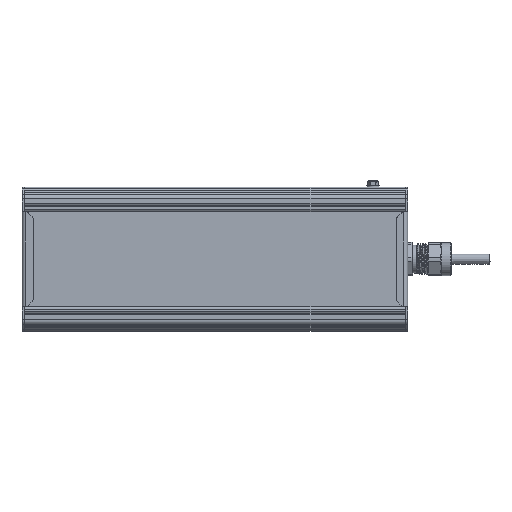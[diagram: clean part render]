
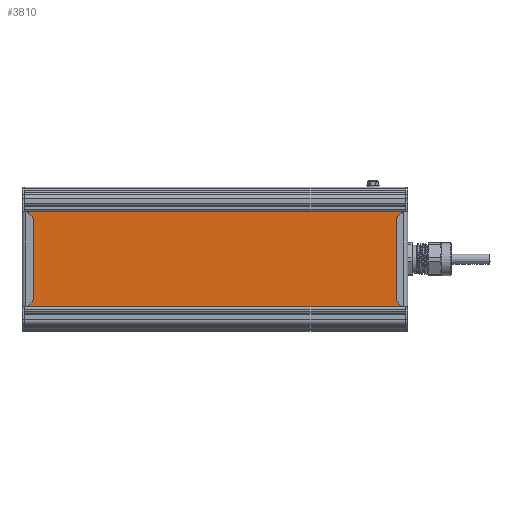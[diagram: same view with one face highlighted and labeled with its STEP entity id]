
A CAD part, front view. The second image highlights one B-rep face of the part: STEP entity #3810.
In plain terms, the highlighted face is planar.
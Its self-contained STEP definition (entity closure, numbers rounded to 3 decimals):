
#3810=ADVANCED_FACE('',(#10414),#10416,.T.);
#10414=FACE_BOUND('',#10415,.T.);
#10415=EDGE_LOOP('',(#35815,#35816,#35817,#35818));
#10416=PLANE('',#10417);
#10417=AXIS2_PLACEMENT_3D('',#10418,#10419,#10420);
#10418=CARTESIAN_POINT('',(120.465,593.492,117.308));
#10419=DIRECTION('',(0.,0.,-1.));
#10420=DIRECTION('',(0.,1.,0.));
#35815=ORIENTED_EDGE('',*,*,#41696,.T.);
#35816=ORIENTED_EDGE('',*,*,#41695,.T.);
#35817=ORIENTED_EDGE('',*,*,#41697,.F.);
#35818=ORIENTED_EDGE('',*,*,#41698,.F.);
#41695=EDGE_CURVE('',#45702,#45707,#45709,.T.);
#41696=EDGE_CURVE('',#45710,#45702,#45711,.T.);
#41697=EDGE_CURVE('',#45712,#45707,#45713,.T.);
#41698=EDGE_CURVE('',#45710,#45712,#45714,.T.);
#45702=VERTEX_POINT('',#57229);
#45707=VERTEX_POINT('',#57238);
#45709=LINE('',#57242,#57243);
#45710=VERTEX_POINT('',#57245);
#45711=LINE('',#57246,#57247);
#45712=VERTEX_POINT('',#57249);
#45713=LINE('',#57250,#57251);
#45714=LINE('',#57253,#57254);
#57229=CARTESIAN_POINT('',(120.465,679.838,117.308));
#57238=CARTESIAN_POINT('',(416.465,679.838,117.308));
#57242=CARTESIAN_POINT('',(120.465,679.838,117.308));
#57243=VECTOR('',#57244,1.);
#57244=DIRECTION('',(1.,0.,0.));
#57245=CARTESIAN_POINT('',(120.465,593.492,117.308));
#57246=CARTESIAN_POINT('',(120.465,593.492,117.308));
#57247=VECTOR('',#57248,1.);
#57248=DIRECTION('',(0.,1.,0.));
#57249=CARTESIAN_POINT('',(416.465,593.492,117.308));
#57250=CARTESIAN_POINT('',(416.465,593.492,117.308));
#57251=VECTOR('',#57252,1.);
#57252=DIRECTION('',(0.,1.,0.));
#57253=CARTESIAN_POINT('',(120.465,593.492,117.308));
#57254=VECTOR('',#57255,1.);
#57255=DIRECTION('',(1.,0.,0.));
